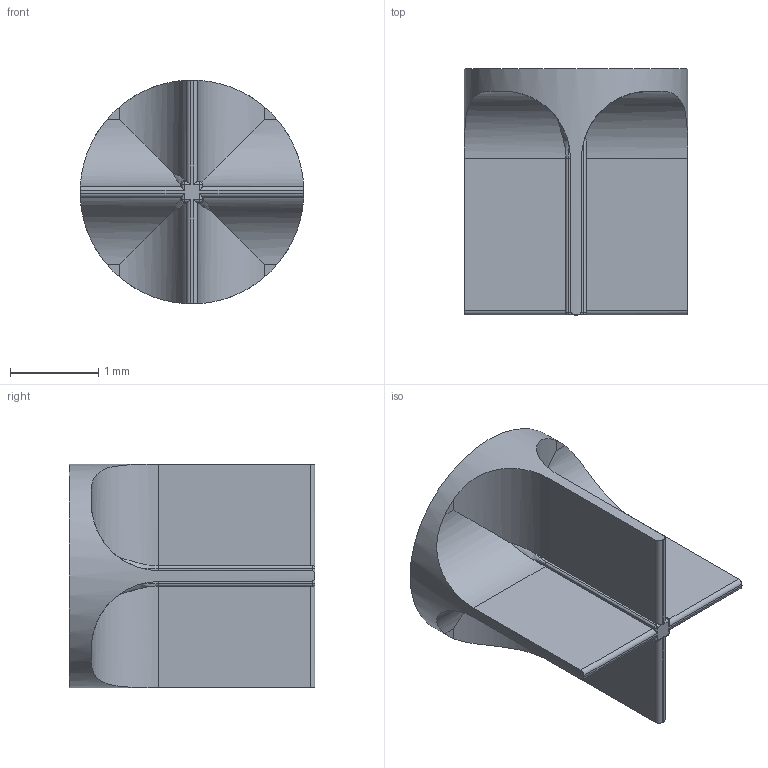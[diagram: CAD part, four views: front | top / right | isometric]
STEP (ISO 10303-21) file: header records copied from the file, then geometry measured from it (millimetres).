
FILE_DESCRIPTION(/* description */ (''),/* implementation_level */ '2;1');
FILE_NAME(/* name */ 'Knob Lock - Hinge Lock.step',/* time_stamp */ '2025-09-01T00:43:18-04:00',/* author */ (''),/* organization */ (''),/* preprocessor_version */ 'ST-DEVELOPER v20.1',/* originating_system */ 'Autodesk Translation Framework v14.4.0.0',/* authorisation */ '');
FILE_SCHEMA (('AUTOMOTIVE_DESIGN { 1 0 10303 214 3 1 1 }'));
Length unit declared in the file: inch
Products named in the file (1): Knob Lock
Bounding box: 2.54 x 2.79 x 2.54 mm (x, y, z)
Volume: 3.9 mm3; surface area: 35.1 mm2
Topology: 1 solids, 1 shells, 64 faces, 162 edges, 100 vertices
Faces by surface type: cylinder 35, plane 22, sphere 4, torus 3
Full cylindrical faces by diameter (mm): 2.54 x1
Entity records: 2160 total; most frequent: CARTESIAN_POINT 611, ORIENTED_EDGE 324, DIRECTION 311, EDGE_CURVE 162, AXIS2_PLACEMENT_3D 116, VERTEX_POINT 100, LINE 79, VECTOR 79
